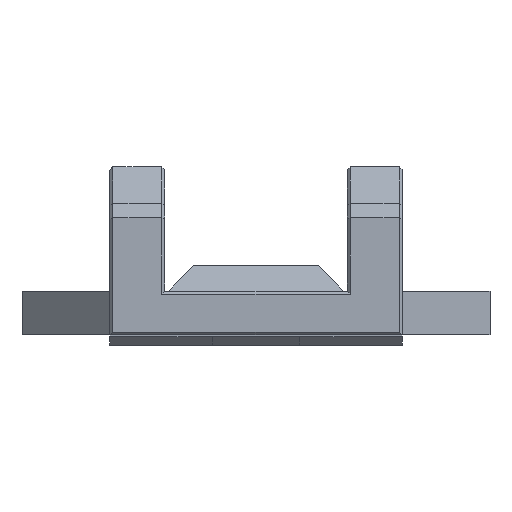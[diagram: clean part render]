
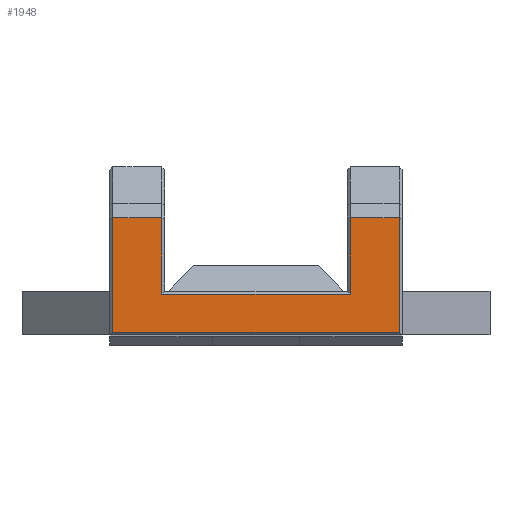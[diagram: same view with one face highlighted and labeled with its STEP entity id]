
A CAD part, front view. The second image highlights one B-rep face of the part: STEP entity #1948.
In plain terms, the highlighted planar face has unit normal (0, -1, 0).
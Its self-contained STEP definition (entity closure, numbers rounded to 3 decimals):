
#184 = PLANE('',#185);
#185 = AXIS2_PLACEMENT_3D('',#186,#187,#188);
#186 = CARTESIAN_POINT('',(12.5,-19.,12.));
#187 = DIRECTION('',(0.,0.707,-0.707));
#188 = DIRECTION('',(-1.,-0.,-0.));
#648 = EDGE_CURVE('',#649,#651,#653,.T.);
#649 = VERTEX_POINT('',#650);
#650 = CARTESIAN_POINT('',(12.9,-20.,11.));
#651 = VERTEX_POINT('',#652);
#652 = CARTESIAN_POINT('',(19.6,-20.,11.));
#653 = SURFACE_CURVE('',#654,(#658,#665),.PCURVE_S1.);
#654 = LINE('',#655,#656);
#655 = CARTESIAN_POINT('',(12.5,-20.,11.));
#656 = VECTOR('',#657,1.);
#657 = DIRECTION('',(1.,0.,0.));
#658 = PCURVE('',#184,#659);
#659 = DEFINITIONAL_REPRESENTATION('',(#660),#664);
#660 = LINE('',#661,#662);
#661 = CARTESIAN_POINT('',(-0.,-1.414));
#662 = VECTOR('',#663,1.);
#663 = DIRECTION('',(-1.,0.));
#664 = ( GEOMETRIC_REPRESENTATION_CONTEXT(2) 
PARAMETRIC_REPRESENTATION_CONTEXT() REPRESENTATION_CONTEXT('2D SPACE',''
  ) );
#665 = PCURVE('',#666,#671);
#666 = PLANE('',#667);
#667 = AXIS2_PLACEMENT_3D('',#668,#669,#670);
#668 = CARTESIAN_POINT('',(0.,-20.,1.561));
#669 = DIRECTION('',(-0.,-1.,-0.));
#670 = DIRECTION('',(0.,0.,-1.));
#671 = DEFINITIONAL_REPRESENTATION('',(#672),#676);
#672 = LINE('',#673,#674);
#673 = CARTESIAN_POINT('',(-9.439,12.5));
#674 = VECTOR('',#675,1.);
#675 = DIRECTION('',(0.,1.));
#676 = ( GEOMETRIC_REPRESENTATION_CONTEXT(2) 
PARAMETRIC_REPRESENTATION_CONTEXT() REPRESENTATION_CONTEXT('2D SPACE',''
  ) );
#932 = PLANE('',#933);
#933 = AXIS2_PLACEMENT_3D('',#934,#935,#936);
#934 = CARTESIAN_POINT('',(12.7,-19.8,1.));
#935 = DIRECTION('',(-0.707,-0.707,0.));
#936 = DIRECTION('',(0.,0.,1.));
#1596 = PLANE('',#1597);
#1597 = AXIS2_PLACEMENT_3D('',#1598,#1599,#1600);
#1598 = CARTESIAN_POINT('',(19.8,-19.8,-5.));
#1599 = DIRECTION('',(0.707,-0.707,0.));
#1600 = DIRECTION('',(-0.,-0.,-1.));
#1948 = ADVANCED_FACE('',(#1949),#666,.T.);
#1949 = FACE_BOUND('',#1950,.T.);
#1950 = EDGE_LOOP('',(#1951,#1981,#2009,#2037,#2058,#2059,#2082,#2110));
#1951 = ORIENTED_EDGE('',*,*,#1952,.F.);
#1952 = EDGE_CURVE('',#1953,#1955,#1957,.T.);
#1953 = VERTEX_POINT('',#1954);
#1954 = CARTESIAN_POINT('',(-19.6,-20.,11.));
#1955 = VERTEX_POINT('',#1956);
#1956 = CARTESIAN_POINT('',(-12.9,-20.,11.));
#1957 = SURFACE_CURVE('',#1958,(#1962,#1969),.PCURVE_S1.);
#1958 = LINE('',#1959,#1960);
#1959 = CARTESIAN_POINT('',(-20.,-20.,11.));
#1960 = VECTOR('',#1961,1.);
#1961 = DIRECTION('',(1.,0.,0.));
#1962 = PCURVE('',#666,#1963);
#1963 = DEFINITIONAL_REPRESENTATION('',(#1964),#1968);
#1964 = LINE('',#1965,#1966);
#1965 = CARTESIAN_POINT('',(-9.439,-20.));
#1966 = VECTOR('',#1967,1.);
#1967 = DIRECTION('',(0.,1.));
#1968 = ( GEOMETRIC_REPRESENTATION_CONTEXT(2) 
PARAMETRIC_REPRESENTATION_CONTEXT() REPRESENTATION_CONTEXT('2D SPACE',''
  ) );
#1969 = PCURVE('',#1970,#1975);
#1970 = PLANE('',#1971);
#1971 = AXIS2_PLACEMENT_3D('',#1972,#1973,#1974);
#1972 = CARTESIAN_POINT('',(-20.,-19.,12.));
#1973 = DIRECTION('',(0.,0.707,-0.707));
#1974 = DIRECTION('',(-1.,-0.,-0.));
#1975 = DEFINITIONAL_REPRESENTATION('',(#1976),#1980);
#1976 = LINE('',#1977,#1978);
#1977 = CARTESIAN_POINT('',(-0.,-1.414));
#1978 = VECTOR('',#1979,1.);
#1979 = DIRECTION('',(-1.,0.));
#1980 = ( GEOMETRIC_REPRESENTATION_CONTEXT(2) 
PARAMETRIC_REPRESENTATION_CONTEXT() REPRESENTATION_CONTEXT('2D SPACE',''
  ) );
#1981 = ORIENTED_EDGE('',*,*,#1982,.F.);
#1982 = EDGE_CURVE('',#1983,#1953,#1985,.T.);
#1983 = VERTEX_POINT('',#1984);
#1984 = CARTESIAN_POINT('',(-19.6,-20.,-4.6));
#1985 = SURFACE_CURVE('',#1986,(#1990,#1997),.PCURVE_S1.);
#1986 = LINE('',#1987,#1988);
#1987 = CARTESIAN_POINT('',(-19.6,-20.,-5.));
#1988 = VECTOR('',#1989,1.);
#1989 = DIRECTION('',(0.,0.,1.));
#1990 = PCURVE('',#666,#1991);
#1991 = DEFINITIONAL_REPRESENTATION('',(#1992),#1996);
#1992 = LINE('',#1993,#1994);
#1993 = CARTESIAN_POINT('',(6.561,-19.6));
#1994 = VECTOR('',#1995,1.);
#1995 = DIRECTION('',(-1.,0.));
#1996 = ( GEOMETRIC_REPRESENTATION_CONTEXT(2) 
PARAMETRIC_REPRESENTATION_CONTEXT() REPRESENTATION_CONTEXT('2D SPACE',''
  ) );
#1997 = PCURVE('',#1998,#2003);
#1998 = PLANE('',#1999);
#1999 = AXIS2_PLACEMENT_3D('',#2000,#2001,#2002);
#2000 = CARTESIAN_POINT('',(-19.8,-19.8,-5.));
#2001 = DIRECTION('',(-0.707,-0.707,0.));
#2002 = DIRECTION('',(-0.,-0.,-1.));
#2003 = DEFINITIONAL_REPRESENTATION('',(#2004),#2008);
#2004 = LINE('',#2005,#2006);
#2005 = CARTESIAN_POINT('',(-0.,0.283));
#2006 = VECTOR('',#2007,1.);
#2007 = DIRECTION('',(-1.,0.));
#2008 = ( GEOMETRIC_REPRESENTATION_CONTEXT(2) 
PARAMETRIC_REPRESENTATION_CONTEXT() REPRESENTATION_CONTEXT('2D SPACE',''
  ) );
#2009 = ORIENTED_EDGE('',*,*,#2010,.T.);
#2010 = EDGE_CURVE('',#1983,#2011,#2013,.T.);
#2011 = VERTEX_POINT('',#2012);
#2012 = CARTESIAN_POINT('',(19.6,-20.,-4.6));
#2013 = SURFACE_CURVE('',#2014,(#2018,#2025),.PCURVE_S1.);
#2014 = LINE('',#2015,#2016);
#2015 = CARTESIAN_POINT('',(-20.,-20.,-4.6));
#2016 = VECTOR('',#2017,1.);
#2017 = DIRECTION('',(1.,0.,0.));
#2018 = PCURVE('',#666,#2019);
#2019 = DEFINITIONAL_REPRESENTATION('',(#2020),#2024);
#2020 = LINE('',#2021,#2022);
#2021 = CARTESIAN_POINT('',(6.161,-20.));
#2022 = VECTOR('',#2023,1.);
#2023 = DIRECTION('',(0.,1.));
#2024 = ( GEOMETRIC_REPRESENTATION_CONTEXT(2) 
PARAMETRIC_REPRESENTATION_CONTEXT() REPRESENTATION_CONTEXT('2D SPACE',''
  ) );
#2025 = PCURVE('',#2026,#2031);
#2026 = PLANE('',#2027);
#2027 = AXIS2_PLACEMENT_3D('',#2028,#2029,#2030);
#2028 = CARTESIAN_POINT('',(-20.,-19.8,-4.8));
#2029 = DIRECTION('',(0.,-0.707,-0.707));
#2030 = DIRECTION('',(-1.,-0.,-0.));
#2031 = DEFINITIONAL_REPRESENTATION('',(#2032),#2036);
#2032 = LINE('',#2033,#2034);
#2033 = CARTESIAN_POINT('',(-0.,-0.283));
#2034 = VECTOR('',#2035,1.);
#2035 = DIRECTION('',(-1.,0.));
#2036 = ( GEOMETRIC_REPRESENTATION_CONTEXT(2) 
PARAMETRIC_REPRESENTATION_CONTEXT() REPRESENTATION_CONTEXT('2D SPACE',''
  ) );
#2037 = ORIENTED_EDGE('',*,*,#2038,.T.);
#2038 = EDGE_CURVE('',#2011,#651,#2039,.T.);
#2039 = SURFACE_CURVE('',#2040,(#2044,#2051),.PCURVE_S1.);
#2040 = LINE('',#2041,#2042);
#2041 = CARTESIAN_POINT('',(19.6,-20.,-5.));
#2042 = VECTOR('',#2043,1.);
#2043 = DIRECTION('',(0.,0.,1.));
#2044 = PCURVE('',#666,#2045);
#2045 = DEFINITIONAL_REPRESENTATION('',(#2046),#2050);
#2046 = LINE('',#2047,#2048);
#2047 = CARTESIAN_POINT('',(6.561,19.6));
#2048 = VECTOR('',#2049,1.);
#2049 = DIRECTION('',(-1.,0.));
#2050 = ( GEOMETRIC_REPRESENTATION_CONTEXT(2) 
PARAMETRIC_REPRESENTATION_CONTEXT() REPRESENTATION_CONTEXT('2D SPACE',''
  ) );
#2051 = PCURVE('',#1596,#2052);
#2052 = DEFINITIONAL_REPRESENTATION('',(#2053),#2057);
#2053 = LINE('',#2054,#2055);
#2054 = CARTESIAN_POINT('',(-0.,-0.283));
#2055 = VECTOR('',#2056,1.);
#2056 = DIRECTION('',(-1.,0.));
#2057 = ( GEOMETRIC_REPRESENTATION_CONTEXT(2) 
PARAMETRIC_REPRESENTATION_CONTEXT() REPRESENTATION_CONTEXT('2D SPACE',''
  ) );
#2058 = ORIENTED_EDGE('',*,*,#648,.F.);
#2059 = ORIENTED_EDGE('',*,*,#2060,.F.);
#2060 = EDGE_CURVE('',#2061,#649,#2063,.T.);
#2061 = VERTEX_POINT('',#2062);
#2062 = CARTESIAN_POINT('',(12.9,-20.,0.6));
#2063 = SURFACE_CURVE('',#2064,(#2068,#2075),.PCURVE_S1.);
#2064 = LINE('',#2065,#2066);
#2065 = CARTESIAN_POINT('',(12.9,-20.,1.));
#2066 = VECTOR('',#2067,1.);
#2067 = DIRECTION('',(0.,0.,1.));
#2068 = PCURVE('',#666,#2069);
#2069 = DEFINITIONAL_REPRESENTATION('',(#2070),#2074);
#2070 = LINE('',#2071,#2072);
#2071 = CARTESIAN_POINT('',(0.561,12.9));
#2072 = VECTOR('',#2073,1.);
#2073 = DIRECTION('',(-1.,0.));
#2074 = ( GEOMETRIC_REPRESENTATION_CONTEXT(2) 
PARAMETRIC_REPRESENTATION_CONTEXT() REPRESENTATION_CONTEXT('2D SPACE',''
  ) );
#2075 = PCURVE('',#932,#2076);
#2076 = DEFINITIONAL_REPRESENTATION('',(#2077),#2081);
#2077 = LINE('',#2078,#2079);
#2078 = CARTESIAN_POINT('',(0.,-0.283));
#2079 = VECTOR('',#2080,1.);
#2080 = DIRECTION('',(1.,0.));
#2081 = ( GEOMETRIC_REPRESENTATION_CONTEXT(2) 
PARAMETRIC_REPRESENTATION_CONTEXT() REPRESENTATION_CONTEXT('2D SPACE',''
  ) );
#2082 = ORIENTED_EDGE('',*,*,#2083,.F.);
#2083 = EDGE_CURVE('',#2084,#2061,#2086,.T.);
#2084 = VERTEX_POINT('',#2085);
#2085 = CARTESIAN_POINT('',(-12.9,-20.,0.6));
#2086 = SURFACE_CURVE('',#2087,(#2091,#2098),.PCURVE_S1.);
#2087 = LINE('',#2088,#2089);
#2088 = CARTESIAN_POINT('',(-12.5,-20.,0.6));
#2089 = VECTOR('',#2090,1.);
#2090 = DIRECTION('',(1.,0.,0.));
#2091 = PCURVE('',#666,#2092);
#2092 = DEFINITIONAL_REPRESENTATION('',(#2093),#2097);
#2093 = LINE('',#2094,#2095);
#2094 = CARTESIAN_POINT('',(0.961,-12.5));
#2095 = VECTOR('',#2096,1.);
#2096 = DIRECTION('',(0.,1.));
#2097 = ( GEOMETRIC_REPRESENTATION_CONTEXT(2) 
PARAMETRIC_REPRESENTATION_CONTEXT() REPRESENTATION_CONTEXT('2D SPACE',''
  ) );
#2098 = PCURVE('',#2099,#2104);
#2099 = PLANE('',#2100);
#2100 = AXIS2_PLACEMENT_3D('',#2101,#2102,#2103);
#2101 = CARTESIAN_POINT('',(-12.5,-19.8,0.8));
#2102 = DIRECTION('',(0.,-0.707,0.707));
#2103 = DIRECTION('',(-1.,0.,0.));
#2104 = DEFINITIONAL_REPRESENTATION('',(#2105),#2109);
#2105 = LINE('',#2106,#2107);
#2106 = CARTESIAN_POINT('',(-0.,0.283));
#2107 = VECTOR('',#2108,1.);
#2108 = DIRECTION('',(-1.,0.));
#2109 = ( GEOMETRIC_REPRESENTATION_CONTEXT(2) 
PARAMETRIC_REPRESENTATION_CONTEXT() REPRESENTATION_CONTEXT('2D SPACE',''
  ) );
#2110 = ORIENTED_EDGE('',*,*,#2111,.T.);
#2111 = EDGE_CURVE('',#2084,#1955,#2112,.T.);
#2112 = SURFACE_CURVE('',#2113,(#2117,#2124),.PCURVE_S1.);
#2113 = LINE('',#2114,#2115);
#2114 = CARTESIAN_POINT('',(-12.9,-20.,1.));
#2115 = VECTOR('',#2116,1.);
#2116 = DIRECTION('',(0.,0.,1.));
#2117 = PCURVE('',#666,#2118);
#2118 = DEFINITIONAL_REPRESENTATION('',(#2119),#2123);
#2119 = LINE('',#2120,#2121);
#2120 = CARTESIAN_POINT('',(0.561,-12.9));
#2121 = VECTOR('',#2122,1.);
#2122 = DIRECTION('',(-1.,0.));
#2123 = ( GEOMETRIC_REPRESENTATION_CONTEXT(2) 
PARAMETRIC_REPRESENTATION_CONTEXT() REPRESENTATION_CONTEXT('2D SPACE',''
  ) );
#2124 = PCURVE('',#2125,#2130);
#2125 = PLANE('',#2126);
#2126 = AXIS2_PLACEMENT_3D('',#2127,#2128,#2129);
#2127 = CARTESIAN_POINT('',(-12.7,-19.8,1.));
#2128 = DIRECTION('',(0.707,-0.707,0.));
#2129 = DIRECTION('',(-0.,-0.,-1.));
#2130 = DEFINITIONAL_REPRESENTATION('',(#2131),#2135);
#2131 = LINE('',#2132,#2133);
#2132 = CARTESIAN_POINT('',(-0.,-0.283));
#2133 = VECTOR('',#2134,1.);
#2134 = DIRECTION('',(-1.,0.));
#2135 = ( GEOMETRIC_REPRESENTATION_CONTEXT(2) 
PARAMETRIC_REPRESENTATION_CONTEXT() REPRESENTATION_CONTEXT('2D SPACE',''
  ) );
